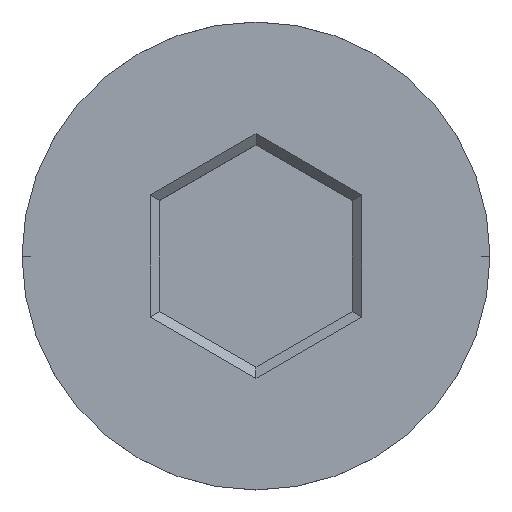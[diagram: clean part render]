
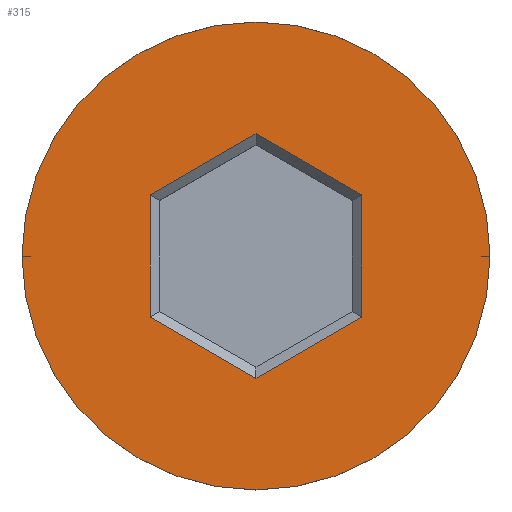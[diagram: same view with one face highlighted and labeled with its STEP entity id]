
A CAD part, top view. The second image highlights one B-rep face of the part: STEP entity #315.
In plain terms, the highlighted planar face has unit normal (0, 0, 1).
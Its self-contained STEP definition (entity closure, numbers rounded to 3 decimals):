
#2 = EDGE_CURVE ( 'NONE', #570, #552, #983, .T. ) ;
#96 = LINE ( 'NONE', #574, #1359 ) ;
#134 = CARTESIAN_POINT ( 'NONE',  ( 0., 0., 0. ) ) ;
#189 = EDGE_CURVE ( 'NONE', #1328, #997, #96, .T. ) ;
#192 = ORIENTED_EDGE ( 'NONE', *, *, #2, .T. ) ;
#198 = VERTEX_POINT ( 'NONE', #1230 ) ;
#304 = CARTESIAN_POINT ( 'NONE',  ( -2.15, 1.126, 0. ) ) ;
#306 = CARTESIAN_POINT ( 'NONE',  ( -2.15, 1.241, 0. ) ) ;
#315 = ADVANCED_FACE ( 'NONE', ( #1224, #722 ), #1595, .T. ) ;
#328 = ORIENTED_EDGE ( 'NONE', *, *, #1370, .T. ) ;
#367 = ORIENTED_EDGE ( 'NONE', *, *, #189, .T. ) ;
#369 = EDGE_CURVE ( 'NONE', #552, #635, #1067, .T. ) ;
#385 = CARTESIAN_POINT ( 'NONE',  ( 2.15, -1.241, 0. ) ) ;
#402 = VECTOR ( 'NONE', #462, 1000. ) ;
#433 = LINE ( 'NONE', #304, #856 ) ;
#462 = DIRECTION ( 'NONE',  ( 0., -1., 0. ) ) ;
#467 = DIRECTION ( 'NONE',  ( -0.866, 0.5, 0. ) ) ;
#486 = ORIENTED_EDGE ( 'NONE', *, *, #709, .T. ) ;
#493 = VECTOR ( 'NONE', #1565, 1000. ) ;
#535 = ORIENTED_EDGE ( 'NONE', *, *, #990, .T. ) ;
#545 = CARTESIAN_POINT ( 'NONE',  ( 0., -2.483, 0. ) ) ;
#547 = AXIS2_PLACEMENT_3D ( 'NONE', #134, #629, #1120 ) ;
#552 = VERTEX_POINT ( 'NONE', #684 ) ;
#570 = VERTEX_POINT ( 'NONE', #306 ) ;
#574 = CARTESIAN_POINT ( 'NONE',  ( 0.1, -2.425, 0. ) ) ;
#575 = CARTESIAN_POINT ( 'NONE',  ( 2.15, 1.241, 0. ) ) ;
#583 = DIRECTION ( 'NONE',  ( -0.866, -0.5, 0. ) ) ;
#611 = ORIENTED_EDGE ( 'NONE', *, *, #1598, .T. ) ;
#625 = AXIS2_PLACEMENT_3D ( 'NONE', #1231, #1458, #986 ) ;
#629 = DIRECTION ( 'NONE',  ( 0., 0., 1. ) ) ;
#635 = VERTEX_POINT ( 'NONE', #575 ) ;
#684 = CARTESIAN_POINT ( 'NONE',  ( 0., 2.483, 0. ) ) ;
#709 = EDGE_CURVE ( 'NONE', #997, #1549, #1589, .T. ) ;
#722 = FACE_OUTER_BOUND ( 'NONE', #1416, .T. ) ;
#728 = CARTESIAN_POINT ( 'NONE',  ( -0.1, 2.425, 0. ) ) ;
#754 = CIRCLE ( 'NONE', #1575, 4.75 ) ;
#782 = VERTEX_POINT ( 'NONE', #1450 ) ;
#797 = DIRECTION ( 'NONE',  ( 0., 1., 0. ) ) ;
#856 = VECTOR ( 'NONE', #797, 1000. ) ;
#861 = CARTESIAN_POINT ( 'NONE',  ( 2.15, -1.126, 0. ) ) ;
#947 = ORIENTED_EDGE ( 'NONE', *, *, #369, .T. ) ;
#983 = LINE ( 'NONE', #728, #1030 ) ;
#986 = DIRECTION ( 'NONE',  ( 1., 0., 0. ) ) ;
#990 = EDGE_CURVE ( 'NONE', #782, #198, #754, .T. ) ;
#997 = VERTEX_POINT ( 'NONE', #545 ) ;
#1029 = CIRCLE ( 'NONE', #547, 4.75 ) ;
#1030 = VECTOR ( 'NONE', #1124, 1000. ) ;
#1067 = LINE ( 'NONE', #1481, #493 ) ;
#1105 = EDGE_CURVE ( 'NONE', #1549, #570, #433, .T. ) ;
#1120 = DIRECTION ( 'NONE',  ( 1., 0., 0. ) ) ;
#1124 = DIRECTION ( 'NONE',  ( 0.866, 0.5, 0. ) ) ;
#1170 = CARTESIAN_POINT ( 'NONE',  ( 0., 0., 0. ) ) ;
#1193 = CARTESIAN_POINT ( 'NONE',  ( -2.15, -1.241, 0. ) ) ;
#1224 = FACE_BOUND ( 'NONE', #1311, .T. ) ;
#1230 = CARTESIAN_POINT ( 'NONE',  ( -4.75, 0., 0. ) ) ;
#1231 = CARTESIAN_POINT ( 'NONE',  ( 0., 0., 0. ) ) ;
#1255 = VECTOR ( 'NONE', #467, 1000. ) ;
#1283 = DIRECTION ( 'NONE',  ( 1., 0., 0. ) ) ;
#1311 = EDGE_LOOP ( 'NONE', ( #486, #1556, #192, #947, #611, #367 ) ) ;
#1328 = VERTEX_POINT ( 'NONE', #385 ) ;
#1359 = VECTOR ( 'NONE', #583, 1000. ) ;
#1370 = EDGE_CURVE ( 'NONE', #198, #782, #1029, .T. ) ;
#1416 = EDGE_LOOP ( 'NONE', ( #535, #328 ) ) ;
#1430 = DIRECTION ( 'NONE',  ( 0., 0., 1. ) ) ;
#1450 = CARTESIAN_POINT ( 'NONE',  ( 4.75, 0., 0. ) ) ;
#1458 = DIRECTION ( 'NONE',  ( 0., 0., 1. ) ) ;
#1459 = CARTESIAN_POINT ( 'NONE',  ( -2.05, -1.299, 0. ) ) ;
#1481 = CARTESIAN_POINT ( 'NONE',  ( 2.05, 1.299, 0. ) ) ;
#1549 = VERTEX_POINT ( 'NONE', #1193 ) ;
#1556 = ORIENTED_EDGE ( 'NONE', *, *, #1105, .T. ) ;
#1561 = LINE ( 'NONE', #861, #402 ) ;
#1565 = DIRECTION ( 'NONE',  ( 0.866, -0.5, 0. ) ) ;
#1575 = AXIS2_PLACEMENT_3D ( 'NONE', #1170, #1430, #1283 ) ;
#1589 = LINE ( 'NONE', #1459, #1255 ) ;
#1595 = PLANE ( 'NONE',  #625 ) ;
#1598 = EDGE_CURVE ( 'NONE', #635, #1328, #1561, .T. ) ;
